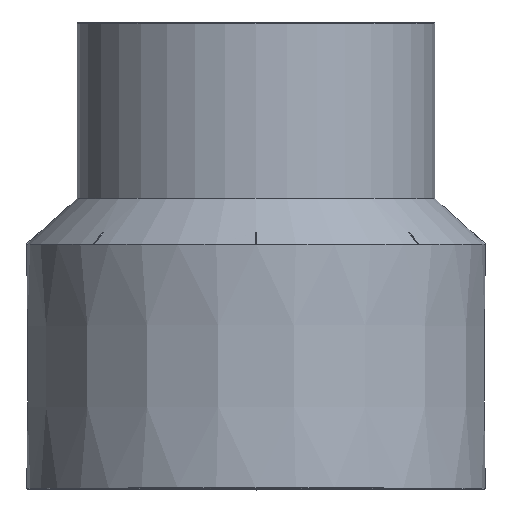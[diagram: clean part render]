
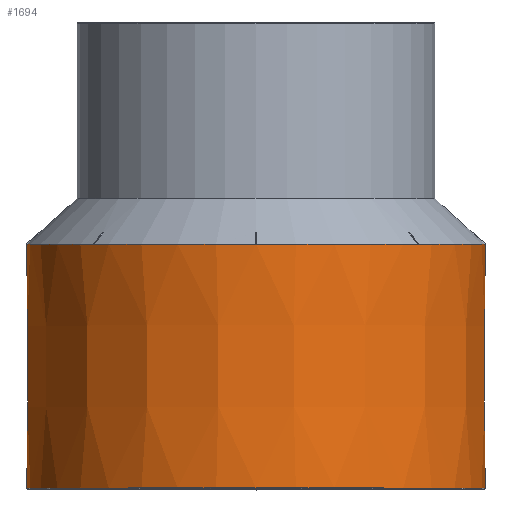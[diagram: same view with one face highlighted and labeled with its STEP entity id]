
A CAD part, top view. The second image highlights one B-rep face of the part: STEP entity #1694.
In plain terms, the highlighted conical face has half-angle 0.03 degrees and reference radius 90 mm.
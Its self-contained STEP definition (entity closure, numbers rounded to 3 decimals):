
#1673=CONICAL_SURFACE('',#27961,90.,0.03);
#1694=ADVANCED_FACE('',(#7660,#7661),#1673,.T.);
#7418=CIRCLE('',#27867,90.05);
#7498=CIRCLE('',#27960,90.);
#7660=FACE_BOUND('',#7767,.T.);
#7661=FACE_BOUND('',#7768,.T.);
#7767=EDGE_LOOP('',(#10403));
#7768=EDGE_LOOP('',(#10404));
#10403=ORIENTED_EDGE('',*,*,#21905,.T.);
#10404=ORIENTED_EDGE('',*,*,#21631,.T.);
#18763=VERTEX_POINT('',#39599);
#19011=VERTEX_POINT('',#41308);
#21631=EDGE_CURVE('',#18763,#18763,#7418,.T.);
#21905=EDGE_CURVE('',#19011,#19011,#7498,.T.);
#27867=AXIS2_PLACEMENT_3D('',#39598,#29638,#29639);
#27960=AXIS2_PLACEMENT_3D('',#41307,#29852,#29853);
#27961=AXIS2_PLACEMENT_3D('',#41309,#29854,#29855);
#29638=DIRECTION('',(0.,-1.,0.));
#29639=DIRECTION('',(0.,0.,-1.));
#29852=DIRECTION('',(0.,1.,0.));
#29853=DIRECTION('',(0.,0.,-1.));
#29854=DIRECTION('',(0.,1.,0.));
#29855=DIRECTION('',(0.,0.,1.));
#39598=CARTESIAN_POINT('',(7055.506,1470.63,0.));
#39599=CARTESIAN_POINT('',(7055.506,1470.63,-90.05));
#41307=CARTESIAN_POINT('',(7055.506,1374.88,0.));
#41308=CARTESIAN_POINT('',(7055.506,1374.88,-90.));
#41309=CARTESIAN_POINT('',(7055.506,1374.63,0.));
